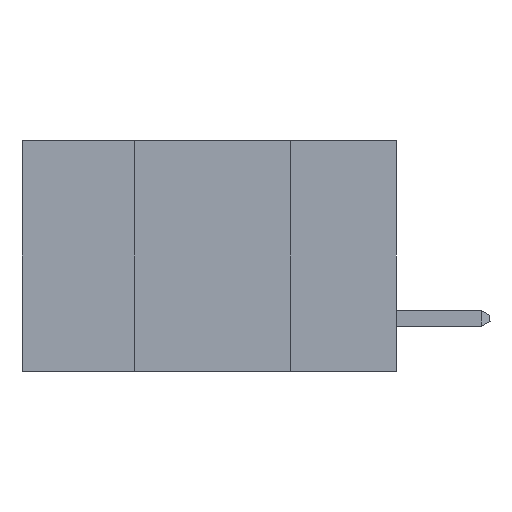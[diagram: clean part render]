
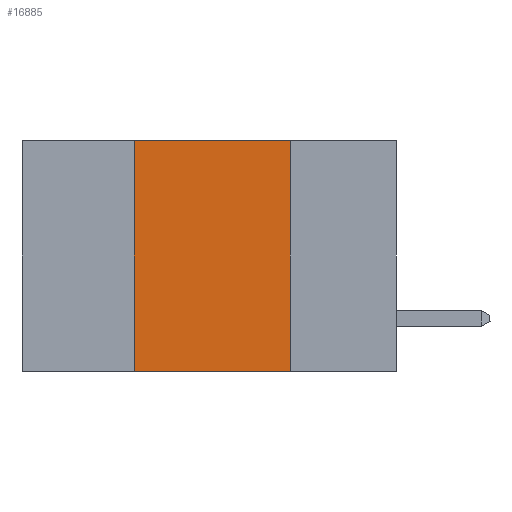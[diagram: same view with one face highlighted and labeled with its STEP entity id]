
A CAD part, left-side view. The second image highlights one B-rep face of the part: STEP entity #16885.
In plain terms, the highlighted planar face has unit normal (-1, 0, 0).
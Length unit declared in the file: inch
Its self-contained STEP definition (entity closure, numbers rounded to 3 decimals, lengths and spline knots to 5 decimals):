
#187 = DIRECTION ( 'NONE',  ( 0., 0., -1. ) ) ;
#498 = CARTESIAN_POINT ( 'NONE',  ( 0., 0.17, 0. ) ) ;
#620 = DIRECTION ( 'NONE',  ( 0., -1., 0. ) ) ;
#748 = DIRECTION ( 'NONE',  ( 0., 0., -1. ) ) ;
#1845 = ORIENTED_EDGE ( 'NONE', *, *, #20215, .F. ) ;
#2573 = PLANE ( 'NONE',  #8660 ) ;
#3708 = CARTESIAN_POINT ( 'NONE',  ( 0., 0.6, 0. ) ) ;
#3728 = ORIENTED_EDGE ( 'NONE', *, *, #7114, .T. ) ;
#4359 = EDGE_CURVE ( 'NONE', #21201, #15562, #15609, .T. ) ;
#4551 = LINE ( 'NONE', #22212, #23141 ) ;
#7114 = EDGE_CURVE ( 'NONE', #14880, #15562, #4551, .T. ) ;
#7758 = CARTESIAN_POINT ( 'NONE',  ( 0., 0.17, -0.37 ) ) ;
#7851 = CARTESIAN_POINT ( 'NONE',  ( 0., 0.42, -0.37 ) ) ;
#8660 = AXIS2_PLACEMENT_3D ( 'NONE', #15145, #13196, #748 ) ;
#8816 = DIRECTION ( 'NONE',  ( 0., -1., 0. ) ) ;
#9801 = LINE ( 'NONE', #18980, #12880 ) ;
#10134 = VECTOR ( 'NONE', #8816, 39.37008 ) ;
#10764 = FACE_OUTER_BOUND ( 'NONE', #18752, .T. ) ;
#12229 = VECTOR ( 'NONE', #187, 39.37008 ) ;
#12648 = CARTESIAN_POINT ( 'NONE',  ( 0., 0.17, 0. ) ) ;
#12880 = VECTOR ( 'NONE', #15023, 39.37008 ) ;
#13196 = DIRECTION ( 'NONE',  ( 1., 0., 0. ) ) ;
#14880 = VERTEX_POINT ( 'NONE', #7851 ) ;
#15023 = DIRECTION ( 'NONE',  ( 0., 0., 1. ) ) ;
#15145 = CARTESIAN_POINT ( 'NONE',  ( 0., 0.6, 0. ) ) ;
#15562 = VERTEX_POINT ( 'NONE', #7758 ) ;
#15609 = LINE ( 'NONE', #498, #12229 ) ;
#16885 = ADVANCED_FACE ( 'NONE', ( #10764 ), #2573, .F. ) ;
#18752 = EDGE_LOOP ( 'NONE', ( #22341, #20386, #1845, #3728 ) ) ;
#18953 = EDGE_CURVE ( 'NONE', #21309, #21201, #19694, .T. ) ;
#18980 = CARTESIAN_POINT ( 'NONE',  ( 0., 0.42, 0. ) ) ;
#19694 = LINE ( 'NONE', #3708, #10134 ) ;
#20215 = EDGE_CURVE ( 'NONE', #14880, #21309, #9801, .T. ) ;
#20386 = ORIENTED_EDGE ( 'NONE', *, *, #18953, .F. ) ;
#21201 = VERTEX_POINT ( 'NONE', #12648 ) ;
#21309 = VERTEX_POINT ( 'NONE', #22032 ) ;
#22032 = CARTESIAN_POINT ( 'NONE',  ( 0., 0.42, 0. ) ) ;
#22212 = CARTESIAN_POINT ( 'NONE',  ( 0., 0.6, -0.37 ) ) ;
#22341 = ORIENTED_EDGE ( 'NONE', *, *, #4359, .F. ) ;
#23141 = VECTOR ( 'NONE', #620, 39.37008 ) ;
